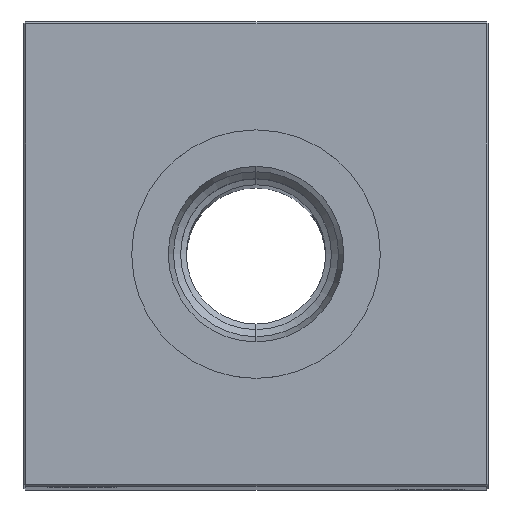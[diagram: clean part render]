
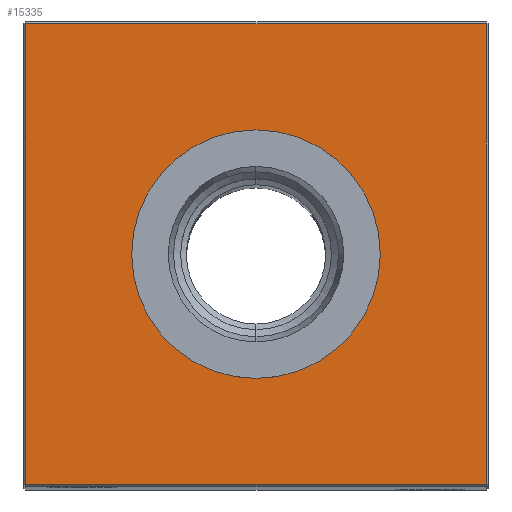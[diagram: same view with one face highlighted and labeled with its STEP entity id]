
A CAD part, top view. The second image highlights one B-rep face of the part: STEP entity #15335.
In plain terms, the highlighted planar face has unit normal (0, 0, 1).
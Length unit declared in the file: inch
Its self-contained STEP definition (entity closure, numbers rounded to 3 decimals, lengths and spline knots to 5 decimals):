
#661 = CARTESIAN_POINT ( 'NONE',  ( 1.24, 0., 11.5 ) ) ;
#1178 = VERTEX_POINT ( 'NONE', #20637 ) ;
#1229 = CARTESIAN_POINT ( 'NONE',  ( -1.24, 0., 11.5 ) ) ;
#1615 = VERTEX_POINT ( 'NONE', #11897 ) ;
#1618 = AXIS2_PLACEMENT_3D ( 'NONE', #22307, #18074, #2147 ) ;
#1902 = CARTESIAN_POINT ( 'NONE',  ( 0., 1.24, 11.5 ) ) ;
#2147 = DIRECTION ( 'NONE',  ( -1., 0., 0. ) ) ;
#2365 = VERTEX_POINT ( 'NONE', #8506 ) ;
#2407 = FACE_OUTER_BOUND ( 'NONE', #5416, .T. ) ;
#2408 = EDGE_CURVE ( 'NONE', #20770, #2365, #13000, .T. ) ;
#2510 = DIRECTION ( 'NONE',  ( 0., 1., 0. ) ) ;
#2521 = ORIENTED_EDGE ( 'NONE', *, *, #7810, .T. ) ;
#3348 = LINE ( 'NONE', #1229, #14191 ) ;
#4003 = VECTOR ( 'NONE', #17238, 39.37008 ) ;
#4284 = ORIENTED_EDGE ( 'NONE', *, *, #17920, .T. ) ;
#4510 = LINE ( 'NONE', #661, #19515 ) ;
#4849 = CARTESIAN_POINT ( 'NONE',  ( -1.24, 1.24, 11.5 ) ) ;
#5416 = EDGE_LOOP ( 'NONE', ( #19424, #19040, #13713, #8872 ) ) ;
#5423 = AXIS2_PLACEMENT_3D ( 'NONE', #9487, #9890, #21938 ) ;
#6560 = EDGE_CURVE ( 'NONE', #8777, #20770, #3348, .T. ) ;
#6581 = CIRCLE ( 'NONE', #21823, 0.66929 ) ;
#7810 = EDGE_CURVE ( 'NONE', #1178, #1615, #6581, .T. ) ;
#8506 = CARTESIAN_POINT ( 'NONE',  ( 1.24, -1.24, 11.5 ) ) ;
#8777 = VERTEX_POINT ( 'NONE', #4849 ) ;
#8872 = ORIENTED_EDGE ( 'NONE', *, *, #19773, .T. ) ;
#9487 = CARTESIAN_POINT ( 'NONE',  ( 0., 0., 11.5 ) ) ;
#9890 = DIRECTION ( 'NONE',  ( 0., 0., -1. ) ) ;
#9907 = DIRECTION ( 'NONE',  ( -1., 0., 0. ) ) ;
#10515 = PLANE ( 'NONE',  #1618 ) ;
#11193 = DIRECTION ( 'NONE',  ( 0., -1., 0. ) ) ;
#11897 = CARTESIAN_POINT ( 'NONE',  ( 0., -0.66929, 11.5 ) ) ;
#13000 = LINE ( 'NONE', #21091, #4003 ) ;
#13713 = ORIENTED_EDGE ( 'NONE', *, *, #21835, .T. ) ;
#14191 = VECTOR ( 'NONE', #11193, 39.37008 ) ;
#15335 = ADVANCED_FACE ( 'NONE', ( #2407, #26166 ), #10515, .F. ) ;
#15725 = DIRECTION ( 'NONE',  ( 0., 0., -1. ) ) ;
#15958 = LINE ( 'NONE', #1902, #21237 ) ;
#17238 = DIRECTION ( 'NONE',  ( 1., 0., 0. ) ) ;
#17904 = CARTESIAN_POINT ( 'NONE',  ( 1.24, 1.24, 11.5 ) ) ;
#17920 = EDGE_CURVE ( 'NONE', #1615, #1178, #19833, .T. ) ;
#18074 = DIRECTION ( 'NONE',  ( 0., 0., -1. ) ) ;
#18522 = EDGE_LOOP ( 'NONE', ( #2521, #4284 ) ) ;
#19040 = ORIENTED_EDGE ( 'NONE', *, *, #2408, .T. ) ;
#19424 = ORIENTED_EDGE ( 'NONE', *, *, #6560, .T. ) ;
#19515 = VECTOR ( 'NONE', #2510, 39.37008 ) ;
#19773 = EDGE_CURVE ( 'NONE', #24764, #8777, #15958, .T. ) ;
#19833 = CIRCLE ( 'NONE', #5423, 0.66929 ) ;
#20637 = CARTESIAN_POINT ( 'NONE',  ( 0., 0.66929, 11.5 ) ) ;
#20770 = VERTEX_POINT ( 'NONE', #24819 ) ;
#21091 = CARTESIAN_POINT ( 'NONE',  ( 0., -1.24, 11.5 ) ) ;
#21237 = VECTOR ( 'NONE', #24049, 39.37008 ) ;
#21823 = AXIS2_PLACEMENT_3D ( 'NONE', #21957, #15725, #9907 ) ;
#21835 = EDGE_CURVE ( 'NONE', #2365, #24764, #4510, .T. ) ;
#21938 = DIRECTION ( 'NONE',  ( -1., 0., 0. ) ) ;
#21957 = CARTESIAN_POINT ( 'NONE',  ( 0., 0., 11.5 ) ) ;
#22307 = CARTESIAN_POINT ( 'NONE',  ( 0., 0., 11.5 ) ) ;
#24049 = DIRECTION ( 'NONE',  ( -1., 0., 0. ) ) ;
#24764 = VERTEX_POINT ( 'NONE', #17904 ) ;
#24819 = CARTESIAN_POINT ( 'NONE',  ( -1.24, -1.24, 11.5 ) ) ;
#26166 = FACE_BOUND ( 'NONE', #18522, .T. ) ;
